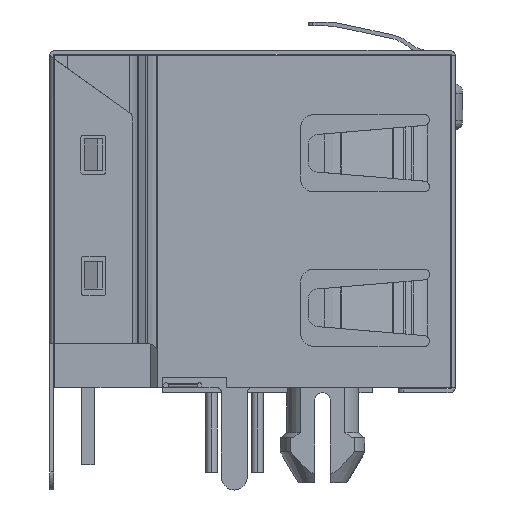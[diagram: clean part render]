
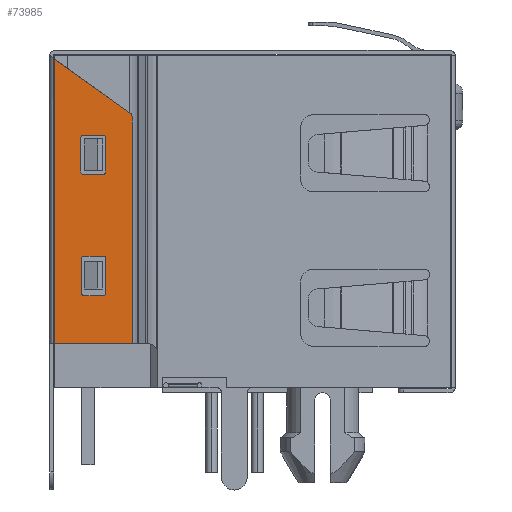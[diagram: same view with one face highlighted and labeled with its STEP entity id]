
A CAD part, left-side view. The second image highlights one B-rep face of the part: STEP entity #73985.
In plain terms, the highlighted planar face has unit normal (-1, 0, 0).
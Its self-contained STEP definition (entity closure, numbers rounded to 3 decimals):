
#57566=CARTESIAN_POINT('',(-31.875,7.675,12.757));
#59288=DIRECTION('',(0.,-1.,0.));
#59289=VECTOR('',#59288,3.);
#59290=CARTESIAN_POINT('',(-31.875,7.675,1.7));
#59291=LINE('',#59290,#59289);
#59292=DIRECTION('',(0.,0.,1.));
#59293=VECTOR('',#59292,11.057);
#59294=CARTESIAN_POINT('',(-31.875,7.675,1.7));
#59295=LINE('',#59294,#59293);
#59296=DIRECTION('',(0.,0.814,0.581));
#59297=VECTOR('',#59296,3.584);
#59298=CARTESIAN_POINT('',(-31.875,4.759,10.673));
#59299=LINE('',#59298,#59297);
#59300=CARTESIAN_POINT('',(-31.875,4.875,10.51));
#59301=DIRECTION('',(-1.,0.,0.));
#59302=DIRECTION('',(0.,-1.,0.));
#59303=AXIS2_PLACEMENT_3D('',#59300,#59301,#59302);
#59305=DIRECTION('',(0.,0.,1.));
#59306=VECTOR('',#59305,8.81);
#59307=CARTESIAN_POINT('',(-31.875,4.675,1.7));
#59308=LINE('',#59307,#59306);
#59309=DIRECTION('',(0.,0.,-1.));
#59310=VECTOR('',#59309,1.331);
#59311=CARTESIAN_POINT('',(-31.875,5.692,5.006));
#59312=LINE('',#59311,#59310);
#59313=CARTESIAN_POINT('',(-31.875,5.796,5.006));
#59314=DIRECTION('',(1.,0.,0.));
#59315=DIRECTION('',(0.,0.,1.));
#59316=AXIS2_PLACEMENT_3D('',#59313,#59314,#59315);
#59318=DIRECTION('',(0.,-1.,0.));
#59319=VECTOR('',#59318,0.752);
#59320=CARTESIAN_POINT('',(-31.875,6.548,5.11));
#59321=LINE('',#59320,#59319);
#59322=CARTESIAN_POINT('',(-31.875,6.548,5.006));
#59323=DIRECTION('',(1.,0.,0.));
#59324=DIRECTION('',(0.,1.,0.));
#59325=AXIS2_PLACEMENT_3D('',#59322,#59323,#59324);
#59327=DIRECTION('',(0.,0.,1.));
#59328=VECTOR('',#59327,1.331);
#59329=CARTESIAN_POINT('',(-31.875,6.651,3.675));
#59330=LINE('',#59329,#59328);
#59331=CARTESIAN_POINT('',(-31.875,6.548,3.675));
#59332=DIRECTION('',(1.,0.,0.));
#59333=DIRECTION('',(0.,0.,-1.));
#59334=AXIS2_PLACEMENT_3D('',#59331,#59332,#59333);
#59336=DIRECTION('',(0.,1.,0.));
#59337=VECTOR('',#59336,0.752);
#59338=CARTESIAN_POINT('',(-31.875,5.796,3.571));
#59339=LINE('',#59338,#59337);
#59340=CARTESIAN_POINT('',(-31.875,5.796,3.675));
#59341=DIRECTION('',(1.,0.,0.));
#59342=DIRECTION('',(0.,-1.,0.));
#59343=AXIS2_PLACEMENT_3D('',#59340,#59341,#59342);
#59345=CARTESIAN_POINT('',(-31.875,5.818,9.704));
#59346=DIRECTION('',(1.,0.,0.));
#59347=DIRECTION('',(0.,0.,1.));
#59348=AXIS2_PLACEMENT_3D('',#59345,#59346,#59347);
#59350=DIRECTION('',(0.,-1.,0.));
#59351=VECTOR('',#59350,0.752);
#59352=CARTESIAN_POINT('',(-31.875,6.569,9.808));
#59353=LINE('',#59352,#59351);
#59354=CARTESIAN_POINT('',(-31.875,6.569,9.704));
#59355=DIRECTION('',(1.,0.,0.));
#59356=DIRECTION('',(0.,1.,0.));
#59357=AXIS2_PLACEMENT_3D('',#59354,#59355,#59356);
#59359=DIRECTION('',(0.,0.,1.));
#59360=VECTOR('',#59359,1.331);
#59361=CARTESIAN_POINT('',(-31.875,6.673,8.373));
#59362=LINE('',#59361,#59360);
#59363=CARTESIAN_POINT('',(-31.875,6.569,8.373));
#59364=DIRECTION('',(1.,0.,0.));
#59365=DIRECTION('',(0.,0.,-1.));
#59366=AXIS2_PLACEMENT_3D('',#59363,#59364,#59365);
#59368=DIRECTION('',(0.,1.,0.));
#59369=VECTOR('',#59368,0.752);
#59370=CARTESIAN_POINT('',(-31.875,5.818,8.269));
#59371=LINE('',#59370,#59369);
#59372=CARTESIAN_POINT('',(-31.875,5.818,8.373));
#59373=DIRECTION('',(1.,0.,0.));
#59374=DIRECTION('',(0.,-1.,0.));
#59375=AXIS2_PLACEMENT_3D('',#59372,#59373,#59374);
#59377=DIRECTION('',(0.,0.,-1.));
#59378=VECTOR('',#59377,1.331);
#59379=CARTESIAN_POINT('',(-31.875,5.714,9.704));
#59380=LINE('',#59379,#59378);
#68790=CARTESIAN_POINT('',(-31.875,5.796,5.11));
#68792=VERTEX_POINT('',#68790);
#68794=CARTESIAN_POINT('',(-31.875,5.692,5.006));
#68796=VERTEX_POINT('',#68794);
#68798=CARTESIAN_POINT('',(-31.875,5.692,3.675));
#68800=VERTEX_POINT('',#68798);
#68802=CARTESIAN_POINT('',(-31.875,5.796,3.571));
#68804=VERTEX_POINT('',#68802);
#68806=CARTESIAN_POINT('',(-31.875,6.548,3.571));
#68808=VERTEX_POINT('',#68806);
#68810=CARTESIAN_POINT('',(-31.875,6.651,3.675));
#68812=VERTEX_POINT('',#68810);
#68814=CARTESIAN_POINT('',(-31.875,6.651,5.006));
#68816=VERTEX_POINT('',#68814);
#68818=CARTESIAN_POINT('',(-31.875,6.548,5.11));
#68820=VERTEX_POINT('',#68818);
#68822=CARTESIAN_POINT('',(-31.875,5.818,9.808));
#68824=VERTEX_POINT('',#68822);
#68826=CARTESIAN_POINT('',(-31.875,5.714,9.704));
#68828=VERTEX_POINT('',#68826);
#68830=CARTESIAN_POINT('',(-31.875,5.714,8.373));
#68832=VERTEX_POINT('',#68830);
#68834=CARTESIAN_POINT('',(-31.875,5.818,8.269));
#68836=VERTEX_POINT('',#68834);
#68838=CARTESIAN_POINT('',(-31.875,6.569,8.269));
#68840=VERTEX_POINT('',#68838);
#68842=CARTESIAN_POINT('',(-31.875,6.673,8.373));
#68844=VERTEX_POINT('',#68842);
#68846=CARTESIAN_POINT('',(-31.875,6.673,9.704));
#68848=VERTEX_POINT('',#68846);
#68850=CARTESIAN_POINT('',(-31.875,6.569,9.808));
#68852=VERTEX_POINT('',#68850);
#68888=CARTESIAN_POINT('',(-31.875,4.675,10.51));
#68889=CARTESIAN_POINT('',(-31.875,4.759,10.673));
#68890=VERTEX_POINT('',#68888);
#68891=VERTEX_POINT('',#68889);
#68897=VERTEX_POINT('',#57566);
#68930=CARTESIAN_POINT('',(-31.875,7.675,1.7));
#68931=CARTESIAN_POINT('',(-31.875,4.675,1.7));
#68932=VERTEX_POINT('',#68930);
#68933=VERTEX_POINT('',#68931);
#73935=CARTESIAN_POINT('',(-31.875,7.875,0.));
#73936=DIRECTION('',(-1.,0.,0.));
#73937=DIRECTION('',(0.,0.,1.));
#73938=AXIS2_PLACEMENT_3D('',#73935,#73936,#73937);
#73939=PLANE('',#73938);
#73940=ORIENTED_EDGE('',*,*,#71715,.F.);
#73941=ORIENTED_EDGE('',*,*,#71787,.T.);
#73942=ORIENTED_EDGE('',*,*,#71812,.F.);
#73944=ORIENTED_EDGE('',*,*,#73943,.F.);
#73946=ORIENTED_EDGE('',*,*,#73945,.F.);
#73947=EDGE_LOOP('',(#73940,#73941,#73942,#73944,#73946));
#73948=FACE_OUTER_BOUND('',#73947,.F.);
#73950=ORIENTED_EDGE('',*,*,#73949,.F.);
#73952=ORIENTED_EDGE('',*,*,#73951,.F.);
#73954=ORIENTED_EDGE('',*,*,#73953,.F.);
#73956=ORIENTED_EDGE('',*,*,#73955,.F.);
#73958=ORIENTED_EDGE('',*,*,#73957,.F.);
#73960=ORIENTED_EDGE('',*,*,#73959,.F.);
#73962=ORIENTED_EDGE('',*,*,#73961,.F.);
#73964=ORIENTED_EDGE('',*,*,#73963,.F.);
#73965=EDGE_LOOP('',(#73950,#73952,#73954,#73956,#73958,#73960,#73962,#73964));
#73966=FACE_BOUND('',#73965,.F.);
#73968=ORIENTED_EDGE('',*,*,#73967,.F.);
#73970=ORIENTED_EDGE('',*,*,#73969,.F.);
#73972=ORIENTED_EDGE('',*,*,#73971,.F.);
#73974=ORIENTED_EDGE('',*,*,#73973,.F.);
#73976=ORIENTED_EDGE('',*,*,#73975,.F.);
#73978=ORIENTED_EDGE('',*,*,#73977,.F.);
#73980=ORIENTED_EDGE('',*,*,#73979,.F.);
#73982=ORIENTED_EDGE('',*,*,#73981,.F.);
#73983=EDGE_LOOP('',(#73968,#73970,#73972,#73974,#73976,#73978,#73980,#73982));
#73984=FACE_BOUND('',#73983,.F.);
#59304=CIRCLE('',#59303,0.2);
#59317=CIRCLE('',#59316,0.104);
#59326=CIRCLE('',#59325,0.104);
#59335=CIRCLE('',#59334,0.104);
#59344=CIRCLE('',#59343,0.104);
#59349=CIRCLE('',#59348,0.104);
#59358=CIRCLE('',#59357,0.104);
#59367=CIRCLE('',#59366,0.104);
#59376=CIRCLE('',#59375,0.104);
#71715=EDGE_CURVE('',#68932,#68933,#59291,.T.);
#71787=EDGE_CURVE('',#68932,#68897,#59295,.T.);
#71812=EDGE_CURVE('',#68891,#68897,#59299,.T.);
#73943=EDGE_CURVE('',#68890,#68891,#59304,.T.);
#73945=EDGE_CURVE('',#68933,#68890,#59308,.T.);
#73949=EDGE_CURVE('',#68796,#68800,#59312,.T.);
#73951=EDGE_CURVE('',#68792,#68796,#59317,.T.);
#73953=EDGE_CURVE('',#68820,#68792,#59321,.T.);
#73955=EDGE_CURVE('',#68816,#68820,#59326,.T.);
#73957=EDGE_CURVE('',#68812,#68816,#59330,.T.);
#73959=EDGE_CURVE('',#68808,#68812,#59335,.T.);
#73961=EDGE_CURVE('',#68804,#68808,#59339,.T.);
#73963=EDGE_CURVE('',#68800,#68804,#59344,.T.);
#73967=EDGE_CURVE('',#68824,#68828,#59349,.T.);
#73969=EDGE_CURVE('',#68852,#68824,#59353,.T.);
#73971=EDGE_CURVE('',#68848,#68852,#59358,.T.);
#73973=EDGE_CURVE('',#68844,#68848,#59362,.T.);
#73975=EDGE_CURVE('',#68840,#68844,#59367,.T.);
#73977=EDGE_CURVE('',#68836,#68840,#59371,.T.);
#73979=EDGE_CURVE('',#68832,#68836,#59376,.T.);
#73981=EDGE_CURVE('',#68828,#68832,#59380,.T.);
#73985=ADVANCED_FACE('',(#73948,#73966,#73984),#73939,.T.);
